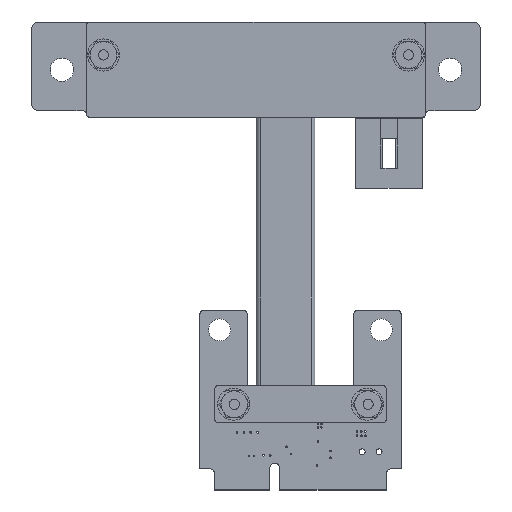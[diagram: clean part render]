
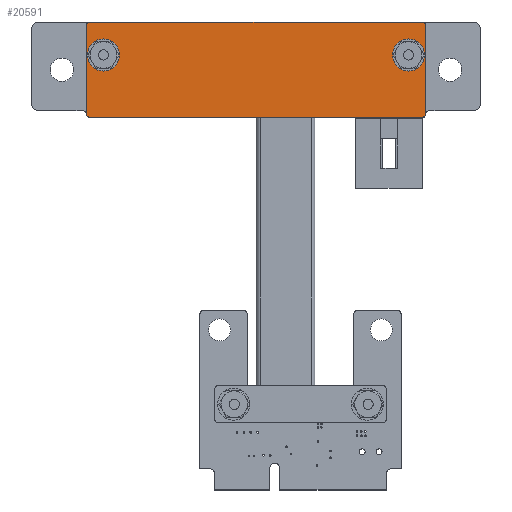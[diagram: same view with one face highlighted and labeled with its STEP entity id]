
A CAD part, top view. The second image highlights one B-rep face of the part: STEP entity #20591.
In plain terms, the highlighted face is planar.
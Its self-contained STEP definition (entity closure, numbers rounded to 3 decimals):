
#18056 = VERTEX_POINT('',#18057);
#18057 = CARTESIAN_POINT('',(0.,0.5,-1.));
#18065 = VERTEX_POINT('',#18066);
#18066 = CARTESIAN_POINT('',(0.,13.73,-1.));
#18072 = EDGE_CURVE('',#18065,#18056,#18073,.T.);
#18073 = LINE('',#18074,#18075);
#18074 = CARTESIAN_POINT('',(0.,14.23,-1.));
#18075 = VECTOR('',#18076,1.);
#18076 = DIRECTION('',(0.,-1.,0.));
#18086 = EDGE_CURVE('',#18087,#18089,#18091,.T.);
#18087 = VERTEX_POINT('',#18088);
#18088 = CARTESIAN_POINT('',(-50.197,14.23,-1.));
#18089 = VERTEX_POINT('',#18090);
#18090 = CARTESIAN_POINT('',(-0.5,14.23,-1.));
#18091 = LINE('',#18092,#18093);
#18092 = CARTESIAN_POINT('',(0.,14.23,-1.));
#18093 = VECTOR('',#18094,1.);
#18094 = DIRECTION('',(1.,0.,0.));
#18117 = EDGE_CURVE('',#18118,#18120,#18122,.T.);
#18118 = VERTEX_POINT('',#18119);
#18119 = CARTESIAN_POINT('',(-50.697,0.5,-1.));
#18120 = VERTEX_POINT('',#18121);
#18121 = CARTESIAN_POINT('',(-50.697,13.73,-1.));
#18122 = LINE('',#18123,#18124);
#18123 = CARTESIAN_POINT('',(-50.697,14.23,-1.));
#18124 = VECTOR('',#18125,1.);
#18125 = DIRECTION('',(0.,1.,0.));
#18165 = VERTEX_POINT('',#18166);
#18166 = CARTESIAN_POINT('',(-0.5,0.,-1.));
#18172 = EDGE_CURVE('',#18165,#18173,#18175,.T.);
#18173 = VERTEX_POINT('',#18174);
#18174 = CARTESIAN_POINT('',(-50.197,0.,-1.));
#18175 = LINE('',#18176,#18177);
#18176 = CARTESIAN_POINT('',(-50.697,0.,-1.));
#18177 = VECTOR('',#18178,1.);
#18178 = DIRECTION('',(-1.,0.,0.));
#20591 = ADVANCED_FACE('',(#20592,#20603,#20614),#20648,.T.);
#20592 = FACE_BOUND('',#20593,.T.);
#20593 = EDGE_LOOP('',(#20594));
#20594 = ORIENTED_EDGE('',*,*,#20595,.F.);
#20595 = EDGE_CURVE('',#20596,#20596,#20598,.T.);
#20596 = VERTEX_POINT('',#20597);
#20597 = CARTESIAN_POINT('',(-50.549,9.325,-1.));
#20598 = CIRCLE('',#20599,2.4);
#20599 = AXIS2_PLACEMENT_3D('',#20600,#20601,#20602);
#20600 = CARTESIAN_POINT('',(-48.149,9.325,-1.));
#20601 = DIRECTION('',(0.,0.,-1.));
#20602 = DIRECTION('',(-1.,0.,0.));
#20603 = FACE_BOUND('',#20604,.T.);
#20604 = EDGE_LOOP('',(#20605));
#20605 = ORIENTED_EDGE('',*,*,#20606,.F.);
#20606 = EDGE_CURVE('',#20607,#20607,#20609,.T.);
#20607 = VERTEX_POINT('',#20608);
#20608 = CARTESIAN_POINT('',(-4.948,9.325,-1.));
#20609 = CIRCLE('',#20610,2.4);
#20610 = AXIS2_PLACEMENT_3D('',#20611,#20612,#20613);
#20611 = CARTESIAN_POINT('',(-2.548,9.325,-1.));
#20612 = DIRECTION('',(0.,0.,-1.));
#20613 = DIRECTION('',(-1.,0.,0.));
#20614 = FACE_BOUND('',#20615,.T.);
#20615 = EDGE_LOOP('',(#20616,#20617,#20624,#20625,#20632,#20633,#20640,
    #20641));
#20616 = ORIENTED_EDGE('',*,*,#18172,.T.);
#20617 = ORIENTED_EDGE('',*,*,#20618,.T.);
#20618 = EDGE_CURVE('',#18173,#18118,#20619,.T.);
#20619 = CIRCLE('',#20620,0.5);
#20620 = AXIS2_PLACEMENT_3D('',#20621,#20622,#20623);
#20621 = CARTESIAN_POINT('',(-50.197,0.5,-1.));
#20622 = DIRECTION('',(0.,0.,-1.));
#20623 = DIRECTION('',(-1.,0.,0.));
#20624 = ORIENTED_EDGE('',*,*,#18117,.T.);
#20625 = ORIENTED_EDGE('',*,*,#20626,.T.);
#20626 = EDGE_CURVE('',#18120,#18087,#20627,.T.);
#20627 = CIRCLE('',#20628,0.5);
#20628 = AXIS2_PLACEMENT_3D('',#20629,#20630,#20631);
#20629 = CARTESIAN_POINT('',(-50.197,13.73,-1.));
#20630 = DIRECTION('',(0.,0.,-1.));
#20631 = DIRECTION('',(-1.,0.,0.));
#20632 = ORIENTED_EDGE('',*,*,#18086,.T.);
#20633 = ORIENTED_EDGE('',*,*,#20634,.T.);
#20634 = EDGE_CURVE('',#18089,#18065,#20635,.T.);
#20635 = CIRCLE('',#20636,0.5);
#20636 = AXIS2_PLACEMENT_3D('',#20637,#20638,#20639);
#20637 = CARTESIAN_POINT('',(-0.5,13.73,-1.));
#20638 = DIRECTION('',(0.,0.,-1.));
#20639 = DIRECTION('',(-1.,0.,0.));
#20640 = ORIENTED_EDGE('',*,*,#18072,.T.);
#20641 = ORIENTED_EDGE('',*,*,#20642,.T.);
#20642 = EDGE_CURVE('',#18056,#18165,#20643,.T.);
#20643 = CIRCLE('',#20644,0.5);
#20644 = AXIS2_PLACEMENT_3D('',#20645,#20646,#20647);
#20645 = CARTESIAN_POINT('',(-0.5,0.5,-1.));
#20646 = DIRECTION('',(0.,0.,-1.));
#20647 = DIRECTION('',(-1.,0.,0.));
#20648 = PLANE('',#20649);
#20649 = AXIS2_PLACEMENT_3D('',#20650,#20651,#20652);
#20650 = CARTESIAN_POINT('',(0.,0.,-1.));
#20651 = DIRECTION('',(0.,0.,-1.));
#20652 = DIRECTION('',(-1.,0.,0.));
